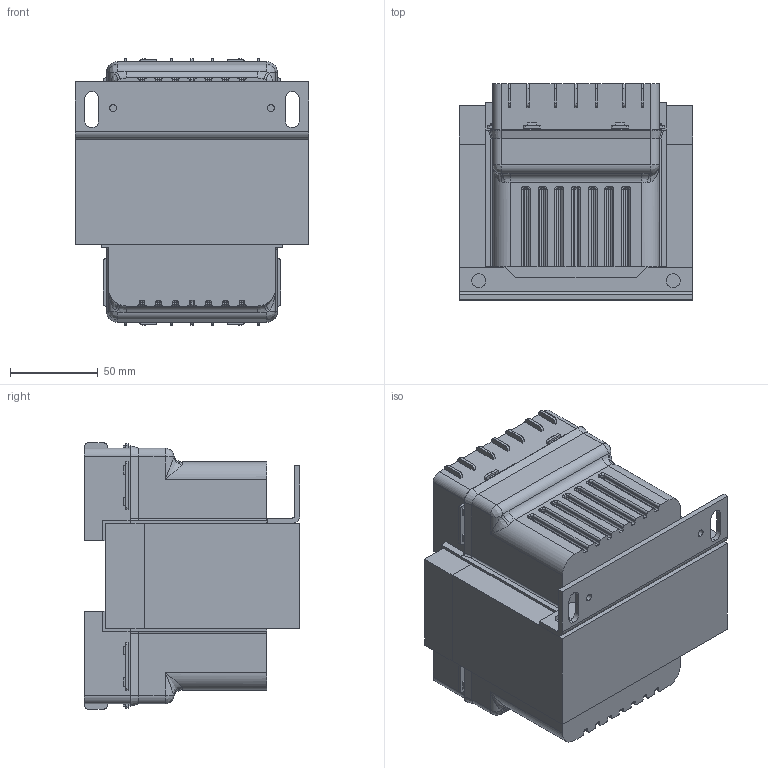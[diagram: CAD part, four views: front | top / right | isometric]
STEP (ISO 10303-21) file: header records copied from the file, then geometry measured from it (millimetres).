
FILE_DESCRIPTION (( 'STEP AP214' ), '1' );
FILE_NAME ('PH750PG.step', '2017-08-15T17:51:12', ( '' ), ( '' ), 'SwSTEP 2.0', 'SolidWorks 2017', '' );
FILE_SCHEMA (( 'AUTOMOTIVE_DESIGN' ));
Length unit declared in the file: inch
Products named in the file (1): PH750PG
Bounding box: 133.35 x 123.12 x 151.87 mm (x, y, z)
Volume: 1689800.4 mm3; surface area: 187089.6 mm2
Topology: 7 solids, 7 shells, 680 faces, 1798 edges, 1104 vertices
Faces by surface type: plane 390, cylinder 206, bspline 80, cone 4
Entity records: 22489 total; most frequent: CARTESIAN_POINT 6046, ORIENTED_EDGE 3524, DIRECTION 3204, EDGE_CURVE 1762, LINE 1282, VECTOR 1282, VERTEX_POINT 1104, AXIS2_PLACEMENT_3D 961
